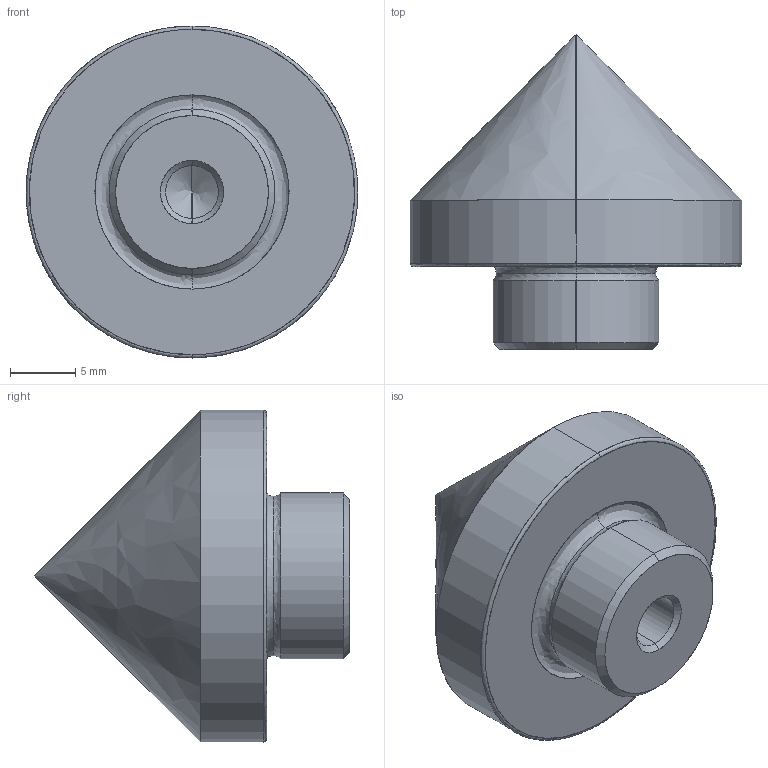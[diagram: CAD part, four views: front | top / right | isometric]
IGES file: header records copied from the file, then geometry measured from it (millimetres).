
Start section: SolidWorks IGES file using analytic representation for surfaces
Global section: file name: CO-90-CPM-SHARP.IGS; native system: SolidWorks 2006 by SolidWorks Corporation; preprocessor: SolidWorks 2006 by SolidWorks Corporation; author: Robert J. Villegas; date: 110126.183946; units: inch
Bounding box: 25.4 x 24.13 x 25.4 mm (x, y, z)
Surface area: 2003.5 mm2 (no closed solid volume)
Topology: 0 solids, 0 shells, 22 faces, 208 edges, 204 vertices
Faces by surface type: revolution 14, bspline 8
